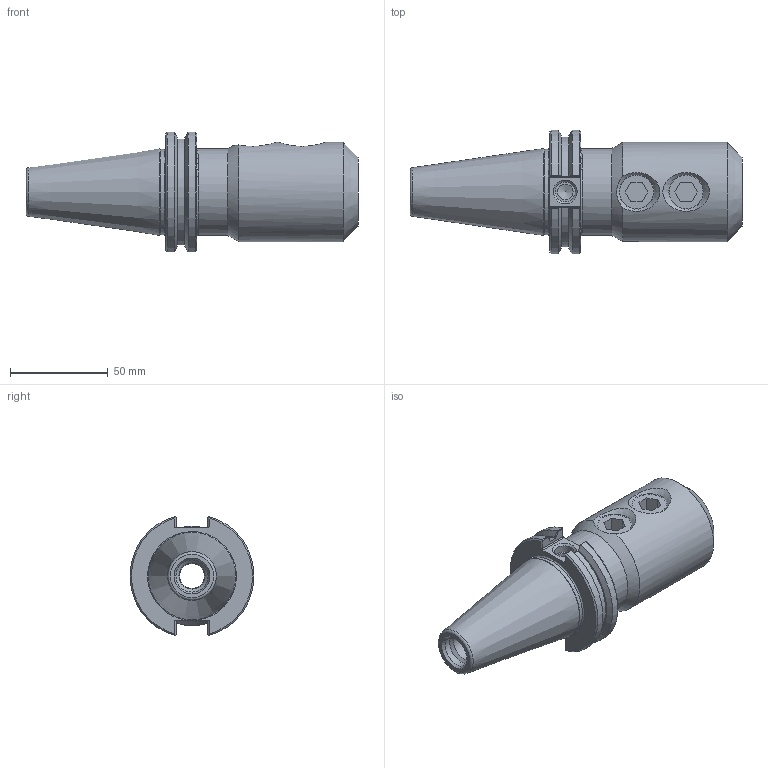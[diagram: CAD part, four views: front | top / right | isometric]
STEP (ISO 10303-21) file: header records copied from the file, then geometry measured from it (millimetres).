
FILE_DESCRIPTION((''),'2;1');
FILE_NAME('C40-M25EM4.iam.stp','2014-07-08T12:47:07',(''),(''),'Autodesk Inventor 2012','Autodesk Inventor 2012','');
FILE_SCHEMA(('AUTOMOTIVE_DESIGN { 1 0 10303 214 1 1 1 1 }'));
Length unit declared in the file: inch
Products named in the file (3): C40-M25EM4; C40-M25EM4-1; 029-926
Assembly tree (3 placements, depth 2):
  C40-M25EM4
    C40-M25EM4-1
    029-926  x2
Bounding box: 169.85 x 63.26 x 61.11 mm (x, y, z)
Volume: 214457.4 mm3; surface area: 42579.2 mm2
Topology: 3 solids, 3 shells, 118 faces, 301 edges, 192 vertices
Faces by surface type: plane 50, cylinder 32, cone 25, bspline 8, torus 3
Full cylindrical faces by diameter (mm): 8 x1, 10.135 x1, 12.751 x1, 13.386 x1, 16.459 x1, 17.323 x2, 19.05 x2, 25.001 x1, 26.416 x1, 43.942 x1, 44.45 x1, 50.8 x1
Entity records: 4223 total; most frequent: CARTESIAN_POINT 1800, ORIENTED_EDGE 472, DIRECTION 450, EDGE_CURVE 236, AXIS2_PLACEMENT_3D 175, VERTEX_POINT 167, EDGE_LOOP 145, FACE_OUTER_BOUND 106
